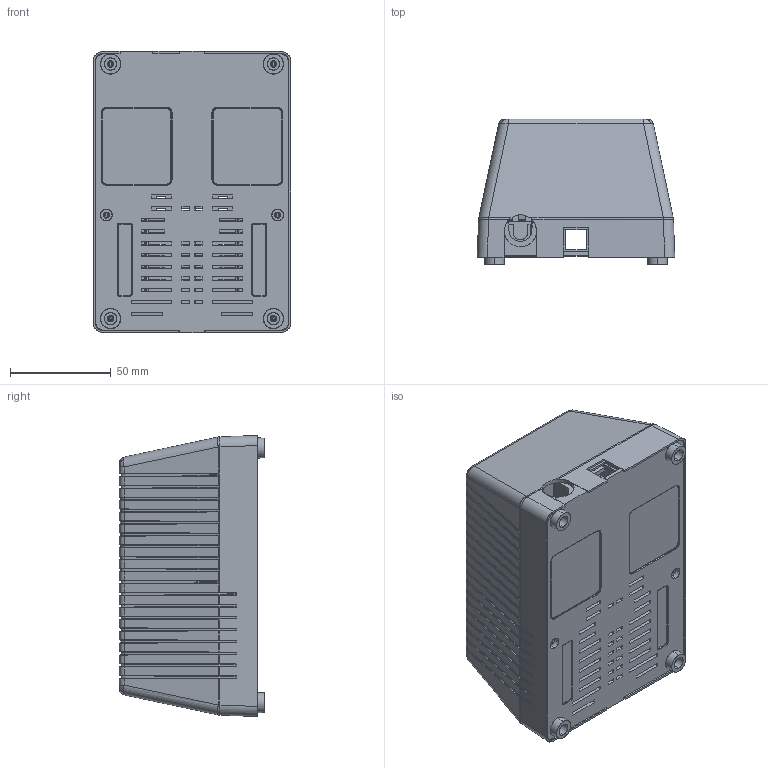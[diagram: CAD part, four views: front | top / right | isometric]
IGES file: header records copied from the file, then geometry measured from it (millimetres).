
Start section: SolidWorks IGES file using analytic representation for surfaces
Global section: file name: KM-67.IGS; native system: SolidWorks 2009; preprocessor: SolidWorks 2009; author: uki; date: 120331.181049; units: millimetre
Bounding box: 98 x 72.1 x 139.63 mm (x, y, z)
Surface area: 141914 mm2 (no closed solid volume)
Topology: 0 solids, 0 shells, 1978 faces, 18433 edges, 18407 vertices
Faces by surface type: bspline 1310, revolution 668
